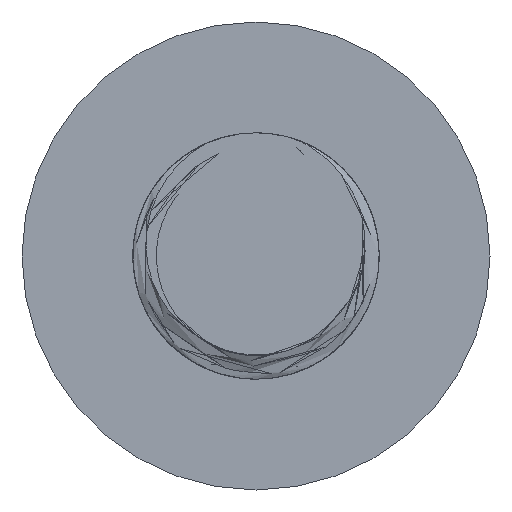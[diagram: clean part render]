
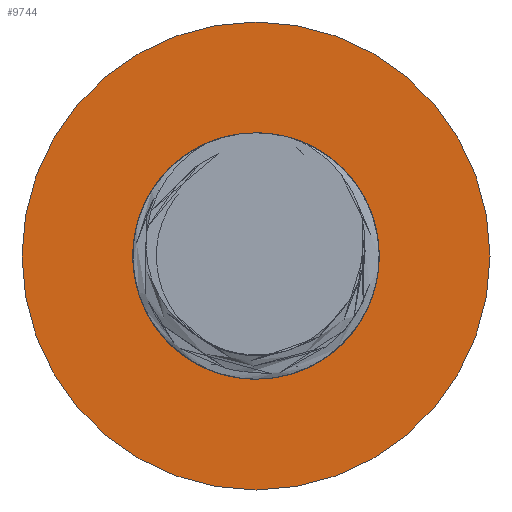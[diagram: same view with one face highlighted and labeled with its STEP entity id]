
A CAD part, front view. The second image highlights one B-rep face of the part: STEP entity #9744.
In plain terms, the highlighted planar face has unit normal (0, -1, 0).
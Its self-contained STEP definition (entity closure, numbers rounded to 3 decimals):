
#41 = AXIS2_PLACEMENT_3D ( 'NONE', #1532, #13403, #3773 ) ;
#132 = CARTESIAN_POINT ( 'NONE',  ( 0., 0., 0. ) ) ;
#219 = DIRECTION ( 'NONE',  ( 0., 0., -1. ) ) ;
#1244 = CARTESIAN_POINT ( 'NONE',  ( 0., 0., 0. ) ) ;
#1454 = DIRECTION ( 'NONE',  ( 0., 0., -1. ) ) ;
#1532 = CARTESIAN_POINT ( 'NONE',  ( 0., 0., 0. ) ) ;
#1630 = DIRECTION ( 'NONE',  ( 0., -1., 0. ) ) ;
#2022 = EDGE_CURVE ( 'NONE', #2766, #6769, #12134, .T. ) ;
#2410 = EDGE_LOOP ( 'NONE', ( #3433, #7125, #6381 ) ) ;
#2499 = CIRCLE ( 'NONE', #41, 2. ) ;
#2579 = DIRECTION ( 'NONE',  ( 0., -1., 0. ) ) ;
#2693 = AXIS2_PLACEMENT_3D ( 'NONE', #132, #12211, #6713 ) ;
#2703 = VERTEX_POINT ( 'NONE', #13288 ) ;
#2766 = VERTEX_POINT ( 'NONE', #4852 ) ;
#3433 = ORIENTED_EDGE ( 'NONE', *, *, #4044, .F. ) ;
#3637 = AXIS2_PLACEMENT_3D ( 'NONE', #13070, #2579, #219 ) ;
#3762 = DIRECTION ( 'NONE',  ( 0., -1., 0. ) ) ;
#3773 = DIRECTION ( 'NONE',  ( 0., 0., -1. ) ) ;
#4041 = CIRCLE ( 'NONE', #8992, 2. ) ;
#4044 = EDGE_CURVE ( 'NONE', #7162, #9157, #4041, .T. ) ;
#4764 = CIRCLE ( 'NONE', #3637, 3.8 ) ;
#4851 = ORIENTED_EDGE ( 'NONE', *, *, #2022, .T. ) ;
#4852 = CARTESIAN_POINT ( 'NONE',  ( 0., 0., 3.8 ) ) ;
#5370 = FACE_OUTER_BOUND ( 'NONE', #7146, .T. ) ;
#5388 = CARTESIAN_POINT ( 'NONE',  ( 0., 0., -2. ) ) ;
#5528 = AXIS2_PLACEMENT_3D ( 'NONE', #5969, #1630, #9083 ) ;
#5969 = CARTESIAN_POINT ( 'NONE',  ( 0., 0., 0. ) ) ;
#6103 = AXIS2_PLACEMENT_3D ( 'NONE', #1244, #12906, #10721 ) ;
#6146 = EDGE_CURVE ( 'NONE', #2703, #7162, #2499, .T. ) ;
#6381 = ORIENTED_EDGE ( 'NONE', *, *, #7484, .F. ) ;
#6713 = DIRECTION ( 'NONE',  ( 0., 0., -1. ) ) ;
#6769 = VERTEX_POINT ( 'NONE', #12978 ) ;
#7125 = ORIENTED_EDGE ( 'NONE', *, *, #6146, .F. ) ;
#7146 = EDGE_LOOP ( 'NONE', ( #12071, #4851 ) ) ;
#7162 = VERTEX_POINT ( 'NONE', #9038 ) ;
#7484 = EDGE_CURVE ( 'NONE', #9157, #2703, #11608, .T. ) ;
#8112 = CARTESIAN_POINT ( 'NONE',  ( 0., 0., 0. ) ) ;
#8610 = PLANE ( 'NONE',  #6103 ) ;
#8992 = AXIS2_PLACEMENT_3D ( 'NONE', #8112, #3762, #1454 ) ;
#9038 = CARTESIAN_POINT ( 'NONE',  ( -2., 0., 0. ) ) ;
#9083 = DIRECTION ( 'NONE',  ( 0., 0., -1. ) ) ;
#9157 = VERTEX_POINT ( 'NONE', #5388 ) ;
#9744 = ADVANCED_FACE ( 'NONE', ( #12839, #5370 ), #8610, .T. ) ;
#10721 = DIRECTION ( 'NONE',  ( 0., 0., -1. ) ) ;
#11608 = CIRCLE ( 'NONE', #5528, 2. ) ;
#12071 = ORIENTED_EDGE ( 'NONE', *, *, #12911, .T. ) ;
#12134 = CIRCLE ( 'NONE', #2693, 3.8 ) ;
#12211 = DIRECTION ( 'NONE',  ( 0., -1., 0. ) ) ;
#12839 = FACE_BOUND ( 'NONE', #2410, .T. ) ;
#12906 = DIRECTION ( 'NONE',  ( 0., -1., 0. ) ) ;
#12911 = EDGE_CURVE ( 'NONE', #6769, #2766, #4764, .T. ) ;
#12978 = CARTESIAN_POINT ( 'NONE',  ( 0., 0., -3.8 ) ) ;
#13070 = CARTESIAN_POINT ( 'NONE',  ( 0., 0., 0. ) ) ;
#13288 = CARTESIAN_POINT ( 'NONE',  ( 0., 0., 2. ) ) ;
#13403 = DIRECTION ( 'NONE',  ( 0., -1., 0. ) ) ;
